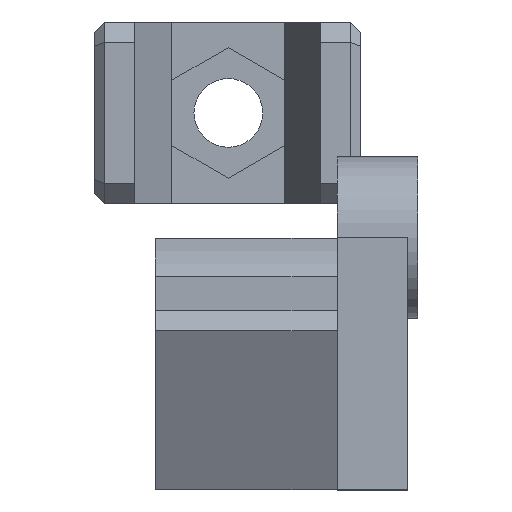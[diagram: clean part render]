
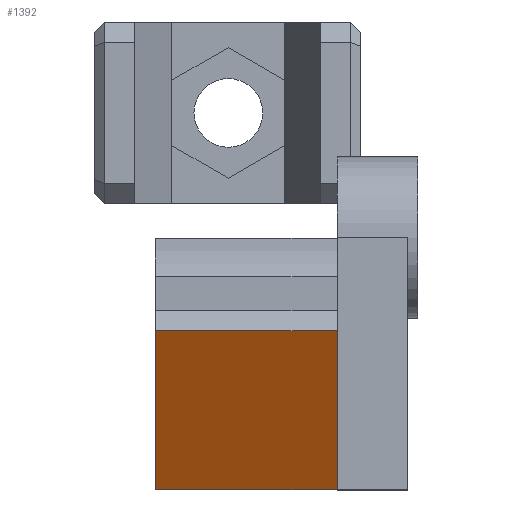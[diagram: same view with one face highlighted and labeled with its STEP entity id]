
A CAD part, front view. The second image highlights one B-rep face of the part: STEP entity #1392.
In plain terms, the highlighted face is planar.
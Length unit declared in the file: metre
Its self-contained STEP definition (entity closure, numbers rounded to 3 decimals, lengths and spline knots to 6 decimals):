
#417=ORIENTED_EDGE('',*,*,#577,.T.);
#418=ORIENTED_EDGE('',*,*,#588,.F.);
#419=ORIENTED_EDGE('',*,*,#539,.F.);
#420=ORIENTED_EDGE('',*,*,#551,.F.);
#539=EDGE_CURVE('',#681,#683,#834,.T.);
#551=EDGE_CURVE('',#693,#681,#842,.T.);
#577=EDGE_CURVE('',#693,#711,#868,.T.);
#588=EDGE_CURVE('',#683,#711,#876,.T.);
#681=VERTEX_POINT('',#2140);
#683=VERTEX_POINT('',#2143);
#693=VERTEX_POINT('',#2165);
#711=VERTEX_POINT('',#2218);
#834=LINE('',#2142,#993);
#842=LINE('',#2167,#1001);
#868=LINE('',#2217,#1027);
#876=LINE('',#2237,#1035);
#993=VECTOR('',#1750,1.);
#1001=VECTOR('',#1768,1.);
#1027=VECTOR('',#1810,1.);
#1035=VECTOR('',#1830,1.);
#1140=EDGE_LOOP('',(#417,#418,#419,#420));
#1241=FACE_BOUND('',#1140,.T.);
#1314=PLANE('',#1524);
#1392=ADVANCED_FACE('',(#1241),#1314,.T.);
#1524=AXIS2_PLACEMENT_3D('',#2282,#1891,#1892);
#1750=DIRECTION('',(0.,0.,1.));
#1768=DIRECTION('',(-0.585,-0.811,0.));
#1810=DIRECTION('',(0.,0.,1.));
#1830=DIRECTION('',(0.585,0.811,0.));
#1891=DIRECTION('',(0.811,-0.585,0.));
#1892=DIRECTION('',(0.585,0.811,0.));
#2140=CARTESIAN_POINT('',(0.01035,-0.0125,-0.0125));
#2142=CARTESIAN_POINT('',(0.01035,-0.0125,-0.029625));
#2143=CARTESIAN_POINT('',(0.01035,-0.0125,-0.004625));
#2165=CARTESIAN_POINT('',(0.01685,-0.0035,-0.0125));
#2167=CARTESIAN_POINT('',(0.012023,-0.010183,-0.0125));
#2217=CARTESIAN_POINT('',(0.01685,-0.0035,-0.029625));
#2218=CARTESIAN_POINT('',(0.01685,-0.0035,-0.004625));
#2237=CARTESIAN_POINT('',(0.0136,-0.008,-0.004625));
#2282=CARTESIAN_POINT('',(0.0136,-0.008,-0.029625));
